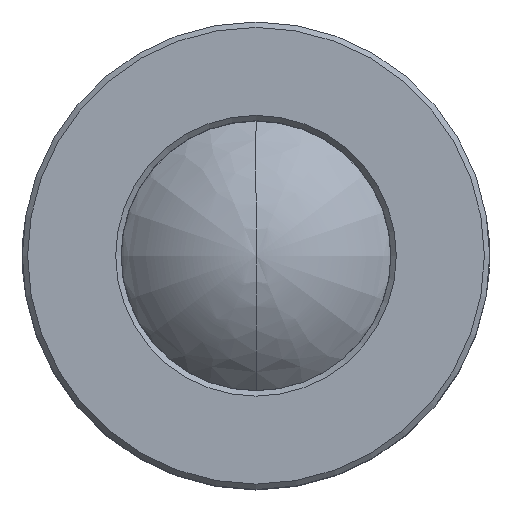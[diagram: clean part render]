
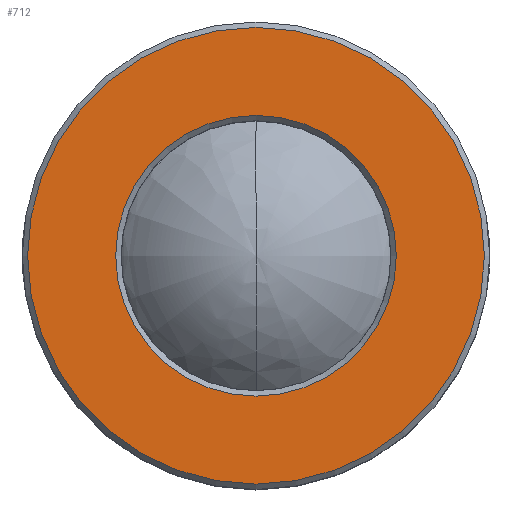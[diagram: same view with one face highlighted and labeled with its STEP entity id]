
A CAD part, top view. The second image highlights one B-rep face of the part: STEP entity #712.
In plain terms, the highlighted planar face has unit normal (0, 0, 1).
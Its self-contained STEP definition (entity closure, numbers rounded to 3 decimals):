
#23=PLANE('',#803);
#43=FACE_BOUND('',#154,.T.);
#100=FACE_OUTER_BOUND('',#153,.T.);
#153=EDGE_LOOP('',(#564));
#154=EDGE_LOOP('',(#565));
#273=CIRCLE('',#763,5.373);
#290=CIRCLE('',#787,3.302);
#323=VERTEX_POINT('',#1096);
#340=VERTEX_POINT('',#1144);
#388=EDGE_CURVE('',#323,#323,#273,.T.);
#412=EDGE_CURVE('',#340,#340,#290,.T.);
#564=ORIENTED_EDGE('',*,*,#388,.T.);
#565=ORIENTED_EDGE('',*,*,#412,.T.);
#712=ADVANCED_FACE('',(#100,#43),#23,.F.);
#763=AXIS2_PLACEMENT_3D('',#1098,#866,#867);
#787=AXIS2_PLACEMENT_3D('',#1146,#921,#922);
#803=AXIS2_PLACEMENT_3D('',#1317,#962,#963);
#866=DIRECTION('center_axis',(0.,0.,1.));
#867=DIRECTION('ref_axis',(0.,1.,0.));
#921=DIRECTION('center_axis',(0.,0.,-1.));
#922=DIRECTION('ref_axis',(0.,1.,0.));
#962=DIRECTION('center_axis',(0.,0.,-1.));
#963=DIRECTION('ref_axis',(0.,1.,0.));
#1096=CARTESIAN_POINT('',(0.,-5.373,3.937));
#1098=CARTESIAN_POINT('Origin',(0.,0.,3.937));
#1144=CARTESIAN_POINT('',(0.,3.302,3.937));
#1146=CARTESIAN_POINT('Origin',(0.,0.,3.937));
#1317=CARTESIAN_POINT('Origin',(0.,-3.175,3.937));
